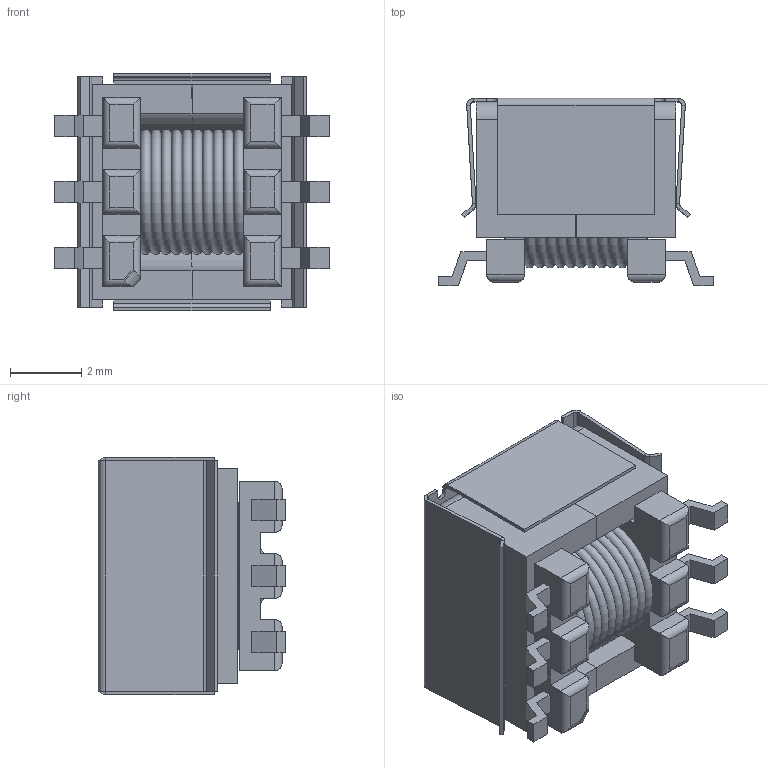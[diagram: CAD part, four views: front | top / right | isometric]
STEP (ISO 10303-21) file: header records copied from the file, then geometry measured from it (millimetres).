
FILE_DESCRIPTION(/* description */ (''),/* implementation_level */ '2;1');
FILE_NAME(/* name */ 'EP-5 Inductor serie 1280-1489.stp',/* time_stamp */ '2024-03-26T12:07:32+01:00',/* author */ ('mt'),/* organization */ (''),/* preprocessor_version */ 'ST-DEVELOPER v20',/* originating_system */ 'Autodesk Inventor 2024',/* authorisation */ '');
FILE_SCHEMA (('CONFIG_CONTROL_DESIGN'));
Length unit declared in the file: millimetre
Products named in the file (5): EP-5; Bobbin EP5; Core EP5; Wire Ø0,29; Clip EP5
Assembly tree (5 placements, depth 2):
  EP-5
    Bobbin EP5
    Core EP5  x2
    Wire Ø0,29
    Clip EP5
Bounding box: 7.7 x 5.25 x 6.65 mm (x, y, z)
Volume: 139.8 mm3; surface area: 686 mm2
Topology: 11 solids, 11 shells, 360 faces, 890 edges, 566 vertices
Faces by surface type: plane 253, cylinder 55, bspline 42, torus 10
Full cylindrical faces by diameter (mm): 1.7 x2, 1.85 x1, 2.5 x2
Entity records: 10834 total; most frequent: CARTESIAN_POINT 2473, ORIENTED_EDGE 1714, DIRECTION 1498, EDGE_CURVE 857, LINE 670, VECTOR 670, VERTEX_POINT 544, AXIS2_PLACEMENT_3D 414
